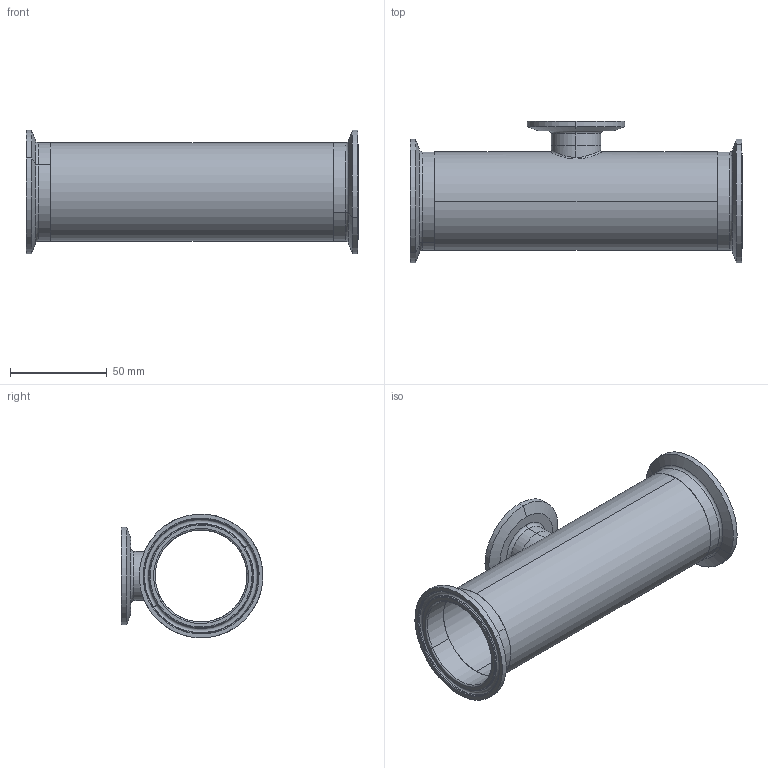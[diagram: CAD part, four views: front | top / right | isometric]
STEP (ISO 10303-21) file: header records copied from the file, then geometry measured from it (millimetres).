
FILE_DESCRIPTION (( 'STEP AP214' ), '1' );
FILE_NAME ('DT20 50.8x25.4.STEP', '2014-02-12T07:29:16', ( '' ), ( '' ), 'SwSTEP 2.0', 'SolidWorks 2013', '' );
FILE_SCHEMA (( 'AUTOMOTIVE_DESIGN' ));
Length unit declared in the file: inch
Products named in the file (4): DT20 50.8x25.4; 14 25.4; DT14 50.8x25.4; 20 50.8
Assembly tree (4 placements, depth 2):
  DT20 50.8x25.4
    DT14 50.8x25.4
    14 25.4
    20 50.8  x2
Bounding box: 171.4 x 73.2 x 63.8 mm (x, y, z)
Volume: 59445.3 mm3; surface area: 64508.1 mm2
Topology: 4 solids, 4 shells, 95 faces, 196 edges, 114 vertices
Faces by surface type: torus 34, cylinder 26, cone 18, plane 13, bspline 4
Entity records: 2998 total; most frequent: CARTESIAN_POINT 1313, DIRECTION 370, ORIENTED_EDGE 284, AXIS2_PLACEMENT_3D 169, EDGE_CURVE 142, CIRCLE 98, VERTEX_POINT 84, EDGE_LOOP 80
